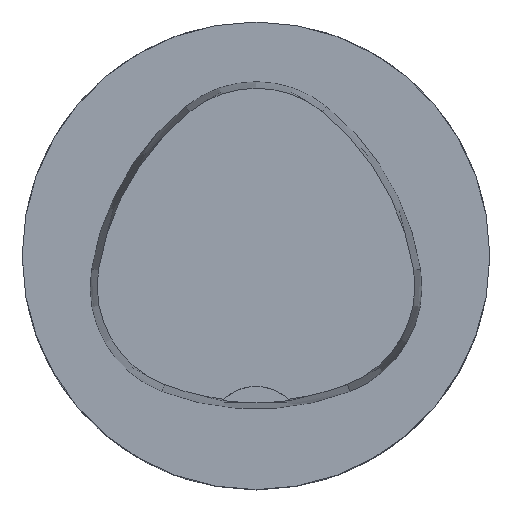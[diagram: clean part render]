
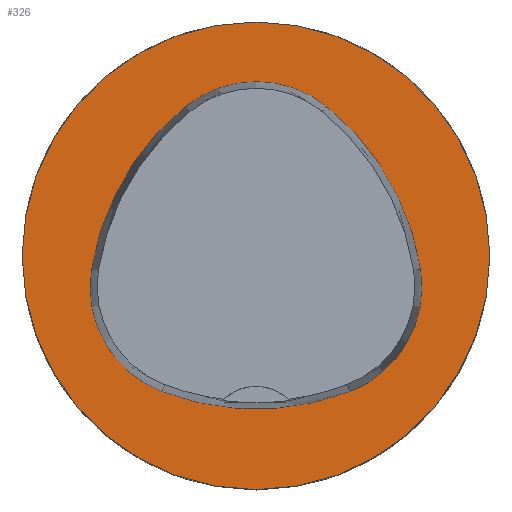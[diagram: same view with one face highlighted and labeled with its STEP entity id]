
A CAD part, top view. The second image highlights one B-rep face of the part: STEP entity #326.
In plain terms, the highlighted planar face has unit normal (0, 0, 1).
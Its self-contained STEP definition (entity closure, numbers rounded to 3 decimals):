
#148=FACE_BOUND('',#559,.T.);
#149=FACE_BOUND('',#560,.T.);
#189=PLANE('',#2156);
#326=ADVANCED_FACE('',(#148,#149),#189,.T.);
#559=EDGE_LOOP('',(#1056,#1057,#1058,#1059,#1060,#1061));
#560=EDGE_LOOP('',(#1062));
#622=CIRCLE('',#2128,25.);
#623=CIRCLE('',#2134,28.);
#625=CIRCLE('',#2137,12.);
#627=CIRCLE('',#2140,28.);
#629=CIRCLE('',#2143,12.);
#633=CIRCLE('',#2148,28.);
#635=CIRCLE('',#2151,12.);
#1056=ORIENTED_EDGE('',*,*,#1591,.T.);
#1057=ORIENTED_EDGE('',*,*,#1571,.T.);
#1058=ORIENTED_EDGE('',*,*,#1575,.T.);
#1059=ORIENTED_EDGE('',*,*,#1578,.T.);
#1060=ORIENTED_EDGE('',*,*,#1581,.T.);
#1061=ORIENTED_EDGE('',*,*,#1589,.T.);
#1062=ORIENTED_EDGE('',*,*,#1562,.F.);
#1323=VERTEX_POINT('',#3469);
#1332=VERTEX_POINT('',#3488);
#1333=VERTEX_POINT('',#3489);
#1336=VERTEX_POINT('',#3497);
#1338=VERTEX_POINT('',#3503);
#1340=VERTEX_POINT('',#3509);
#1347=VERTEX_POINT('',#3530);
#1562=EDGE_CURVE('',#1323,#1323,#622,.T.);
#1571=EDGE_CURVE('',#1332,#1333,#623,.T.);
#1575=EDGE_CURVE('',#1333,#1336,#625,.T.);
#1578=EDGE_CURVE('',#1336,#1338,#627,.T.);
#1581=EDGE_CURVE('',#1338,#1340,#629,.T.);
#1589=EDGE_CURVE('',#1340,#1347,#633,.T.);
#1591=EDGE_CURVE('',#1347,#1332,#635,.T.);
#2128=AXIS2_PLACEMENT_3D('',#3468,#2593,#2594);
#2134=AXIS2_PLACEMENT_3D('',#3487,#2609,#2610);
#2137=AXIS2_PLACEMENT_3D('',#3496,#2617,#2618);
#2140=AXIS2_PLACEMENT_3D('',#3502,#2624,#2625);
#2143=AXIS2_PLACEMENT_3D('',#3508,#2631,#2632);
#2148=AXIS2_PLACEMENT_3D('',#3531,#2643,#2644);
#2151=AXIS2_PLACEMENT_3D('',#3534,#2649,#2650);
#2156=AXIS2_PLACEMENT_3D('',#3539,#2659,#2660);
#2593=DIRECTION('',(0.,0.,-1.));
#2594=DIRECTION('',(-1.,0.,0.));
#2609=DIRECTION('',(0.,0.,-1.));
#2610=DIRECTION('',(-1.,0.,0.));
#2617=DIRECTION('',(0.,0.,-1.));
#2618=DIRECTION('',(-1.,0.,0.));
#2624=DIRECTION('',(0.,0.,-1.));
#2625=DIRECTION('',(-1.,0.,0.));
#2631=DIRECTION('',(0.,0.,-1.));
#2632=DIRECTION('',(-1.,0.,0.));
#2643=DIRECTION('',(0.,0.,-1.));
#2644=DIRECTION('',(-1.,0.,0.));
#2649=DIRECTION('',(0.,0.,-1.));
#2650=DIRECTION('',(-1.,0.,0.));
#2659=DIRECTION('',(0.,0.,1.));
#2660=DIRECTION('',(1.,0.,0.));
#3468=CARTESIAN_POINT('',(0.,0.,0.));
#3469=CARTESIAN_POINT('',(-25.,0.,0.));
#3487=CARTESIAN_POINT('',(10.068,-5.824,0.));
#3488=CARTESIAN_POINT('',(-17.584,-1.424,0.));
#3489=CARTESIAN_POINT('',(-7.531,15.953,0.));
#3496=CARTESIAN_POINT('',(0.011,6.62,0.));
#3497=CARTESIAN_POINT('',(7.567,15.942,0.));
#3502=CARTESIAN_POINT('',(-10.063,-5.81,0.));
#3503=CARTESIAN_POINT('',(17.59,-1.418,0.));
#3508=CARTESIAN_POINT('',(5.739,-3.3,0.));
#3509=CARTESIAN_POINT('',(10.05,-14.499,0.));
#3530=CARTESIAN_POINT('',(-10.025,-14.516,0.));
#3531=CARTESIAN_POINT('',(-0.01,11.631,0.));
#3534=CARTESIAN_POINT('',(-5.733,-3.31,0.));
#3539=CARTESIAN_POINT('',(0.,0.,0.));
